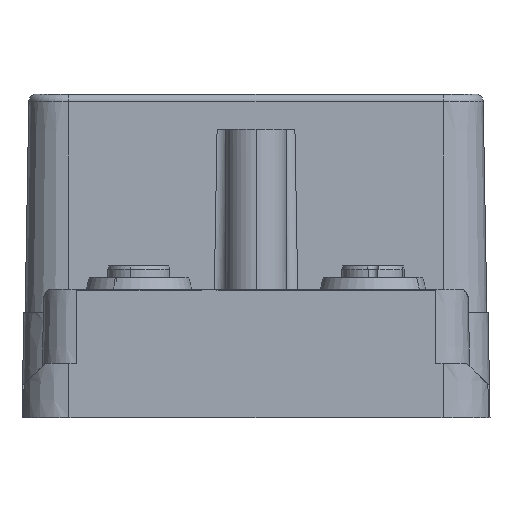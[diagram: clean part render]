
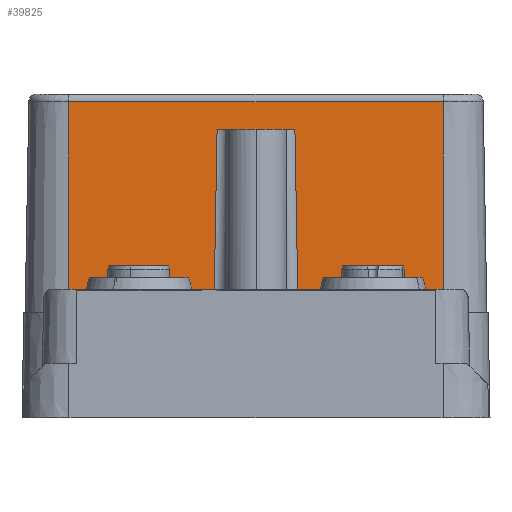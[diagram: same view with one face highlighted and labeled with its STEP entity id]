
A CAD part, front view. The second image highlights one B-rep face of the part: STEP entity #39825.
In plain terms, the highlighted planar face has unit normal (0, -1, 0.018).
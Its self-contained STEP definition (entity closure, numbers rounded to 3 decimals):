
#39768=AXIS2_PLACEMENT_3D('Plane Axis2P3D',#39765,#39766,#39767) ;
#38239=CARTESIAN_POINT('Vertex',(54.,55.6,13.5)) ;
#38242=CARTESIAN_POINT('Line Origine',(44.7,55.6,13.5)) ;
#38246=CARTESIAN_POINT('Vertex',(35.4,55.6,13.5)) ;
#38312=CARTESIAN_POINT('Vertex',(24.6,55.6,13.5)) ;
#38315=CARTESIAN_POINT('Line Origine',(15.3,55.6,13.5)) ;
#38319=CARTESIAN_POINT('Vertex',(6.,55.6,13.5)) ;
#39746=CARTESIAN_POINT('Line Origine',(54.,55.844,27.5)) ;
#39750=CARTESIAN_POINT('Vertex',(54.,56.072,40.517)) ;
#39765=CARTESIAN_POINT('Axis2P3D Location',(59.6,55.6,13.5)) ;
#39770=CARTESIAN_POINT('Line Origine',(30.,56.072,40.517)) ;
#39774=CARTESIAN_POINT('Vertex',(6.,56.072,40.517)) ;
#39777=CARTESIAN_POINT('Line Origine',(6.,55.844,27.5)) ;
#39783=CARTESIAN_POINT('Control Point',(25.01,56.01,37.)) ;
#39784=CARTESIAN_POINT('Control Point',(24.6,55.6,13.5)) ;
#39785=CARTESIAN_POINT('Vertex',(25.01,56.01,37.)) ;
#39788=CARTESIAN_POINT('Line Origine',(30.,56.01,37.)) ;
#39792=CARTESIAN_POINT('Vertex',(26.51,56.01,37.)) ;
#39795=CARTESIAN_POINT('Line Origine',(30.,56.01,37.)) ;
#39799=CARTESIAN_POINT('Vertex',(33.49,56.01,37.)) ;
#39802=CARTESIAN_POINT('Line Origine',(30.,56.01,37.)) ;
#39806=CARTESIAN_POINT('Vertex',(34.99,56.01,37.)) ;
#39810=CARTESIAN_POINT('Control Point',(34.99,56.01,37.)) ;
#39811=CARTESIAN_POINT('Control Point',(35.4,55.6,13.5)) ;
#38243=DIRECTION('Vector Direction',(-1.,0.,0.)) ;
#38316=DIRECTION('Vector Direction',(-1.,0.,0.)) ;
#39747=DIRECTION('Vector Direction',(0.,-0.017,-1.)) ;
#39766=DIRECTION('Axis2P3D Direction',(0.,-1.,0.017)) ;
#39767=DIRECTION('Axis2P3D XDirection',(-1.,0.,0.)) ;
#39771=DIRECTION('Vector Direction',(-1.,0.,0.)) ;
#39778=DIRECTION('Vector Direction',(0.,-0.017,-1.)) ;
#39789=DIRECTION('Vector Direction',(-1.,0.,0.)) ;
#39796=DIRECTION('Vector Direction',(-1.,0.,0.)) ;
#39803=DIRECTION('Vector Direction',(-1.,0.,0.)) ;
#38244=VECTOR('Line Direction',#38243,1.) ;
#38317=VECTOR('Line Direction',#38316,1.) ;
#39748=VECTOR('Line Direction',#39747,1.) ;
#39772=VECTOR('Line Direction',#39771,1.) ;
#39779=VECTOR('Line Direction',#39778,1.) ;
#39790=VECTOR('Line Direction',#39789,1.) ;
#39797=VECTOR('Line Direction',#39796,1.) ;
#39804=VECTOR('Line Direction',#39803,1.) ;
#39814=ORIENTED_EDGE('',*,*,#38248,.F.) ;
#39815=ORIENTED_EDGE('',*,*,#39752,.T.) ;
#39816=ORIENTED_EDGE('',*,*,#39776,.F.) ;
#39817=ORIENTED_EDGE('',*,*,#39781,.F.) ;
#39818=ORIENTED_EDGE('',*,*,#38321,.F.) ;
#39819=ORIENTED_EDGE('',*,*,#39787,.F.) ;
#39820=ORIENTED_EDGE('',*,*,#39794,.T.) ;
#39821=ORIENTED_EDGE('',*,*,#39801,.T.) ;
#39822=ORIENTED_EDGE('',*,*,#39808,.T.) ;
#39823=ORIENTED_EDGE('',*,*,#39812,.T.) ;
#39825=ADVANCED_FACE('1892080000.1\\40667_SAI_4_6_8-M_4P_5P_M12_ECO.1\\427562.1\\Haube',(#39824),#39769,.T.) ;
#39782=B_SPLINE_CURVE_WITH_KNOTS('',1,(#39783,#39784),.UNSPECIFIED.,.F.,.U.,(2,2),(-9.994,13.513),.UNSPECIFIED.) ;
#39809=B_SPLINE_CURVE_WITH_KNOTS('',1,(#39810,#39811),.UNSPECIFIED.,.F.,.U.,(2,2),(-9.994,13.513),.UNSPECIFIED.) ;
#38248=EDGE_CURVE('',#38240,#38247,#38245,.T.) ;
#38321=EDGE_CURVE('',#38313,#38320,#38318,.T.) ;
#39752=EDGE_CURVE('',#38240,#39751,#39749,.F.) ;
#39776=EDGE_CURVE('',#39775,#39751,#39773,.F.) ;
#39781=EDGE_CURVE('',#38320,#39775,#39780,.F.) ;
#39787=EDGE_CURVE('',#39786,#38313,#39782,.T.) ;
#39794=EDGE_CURVE('',#39786,#39793,#39791,.F.) ;
#39801=EDGE_CURVE('',#39793,#39800,#39798,.F.) ;
#39808=EDGE_CURVE('',#39800,#39807,#39805,.F.) ;
#39812=EDGE_CURVE('',#39807,#38247,#39809,.T.) ;
#39813=EDGE_LOOP('',(#39814,#39815,#39816,#39817,#39818,#39819,#39820,#39821,#39822,#39823)) ;
#39824=FACE_OUTER_BOUND('',#39813,.T.) ;
#38245=LINE('Line',#38242,#38244) ;
#38318=LINE('Line',#38315,#38317) ;
#39749=LINE('Line',#39746,#39748) ;
#39773=LINE('Line',#39770,#39772) ;
#39780=LINE('Line',#39777,#39779) ;
#39791=LINE('Line',#39788,#39790) ;
#39798=LINE('Line',#39795,#39797) ;
#39805=LINE('Line',#39802,#39804) ;
#39769=PLANE('',#39768) ;
#38240=VERTEX_POINT('',#38239) ;
#38247=VERTEX_POINT('',#38246) ;
#38313=VERTEX_POINT('',#38312) ;
#38320=VERTEX_POINT('',#38319) ;
#39751=VERTEX_POINT('',#39750) ;
#39775=VERTEX_POINT('',#39774) ;
#39786=VERTEX_POINT('',#39785) ;
#39793=VERTEX_POINT('',#39792) ;
#39800=VERTEX_POINT('',#39799) ;
#39807=VERTEX_POINT('',#39806) ;
